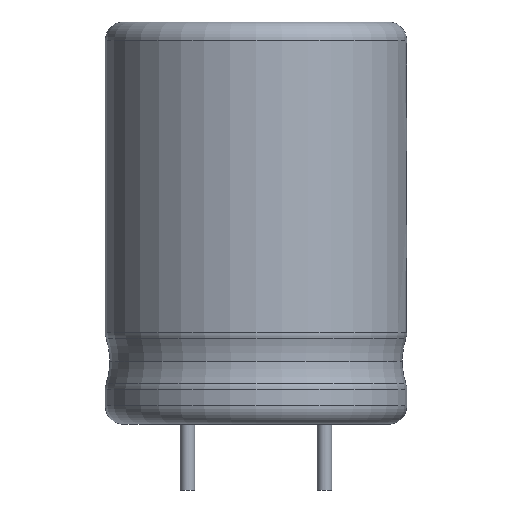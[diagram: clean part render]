
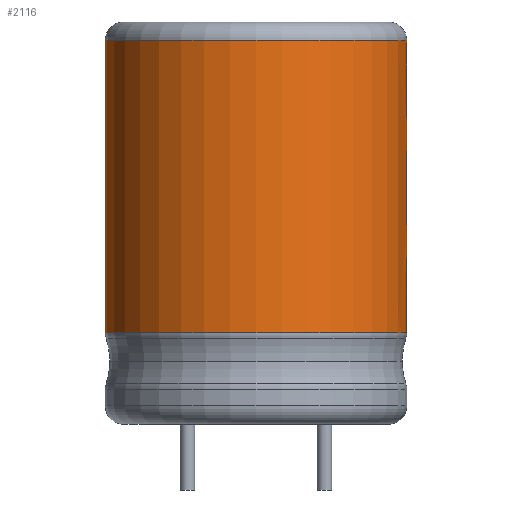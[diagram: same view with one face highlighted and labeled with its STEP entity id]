
A CAD part, front view. The second image highlights one B-rep face of the part: STEP entity #2116.
In plain terms, the highlighted cylindrical face has radius 8.25 mm (diameter 16.5 mm), a partial arc.
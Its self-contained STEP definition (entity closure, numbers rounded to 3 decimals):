
#1036=CARTESIAN_POINT('',(-8.25,0.,21.0));
#1037=VERTEX_POINT('',#1036);
#1054=CARTESIAN_POINT('',(8.25,0.,21.0));
#1055=VERTEX_POINT('',#1054);
#1162=CARTESIAN_POINT('',(8.25,0.,5.009));
#1163=VERTEX_POINT('',#1162);
#1164=CARTESIAN_POINT('',(8.25,0.,5.046));
#1165=VERTEX_POINT('',#1164);
#1166=CARTESIAN_POINT('',(8.25,0.,5.009));
#1167=DIRECTION('',(0.0,0.,1.0));
#1168=VECTOR('',#1167,0.037);
#1169=LINE('',#1166,#1168);
#1170=EDGE_CURVE('',#1163,#1165,#1169,.T.);
#1172=CARTESIAN_POINT('',(-8.25,0.,5.009));
#1173=VERTEX_POINT('',#1172);
#1181=CARTESIAN_POINT('',(-8.25,0.,21.0));
#1182=DIRECTION('',(0.0,0.0,-1.0));
#1183=VECTOR('',#1182,15.991);
#1184=LINE('',#1181,#1183);
#1185=EDGE_CURVE('',#1037,#1173,#1184,.T.);
#1188=CARTESIAN_POINT('',(8.25,0.,20.798));
#1189=VERTEX_POINT('',#1188);
#1190=CARTESIAN_POINT('',(8.25,0.,20.798));
#1191=DIRECTION('',(0.0,0.0,1.0));
#1192=VECTOR('',#1191,0.202);
#1193=LINE('',#1190,#1192);
#1194=EDGE_CURVE('',#1189,#1055,#1193,.T.);
#1213=CARTESIAN_POINT('',(8.25,0.,16.798));
#1214=VERTEX_POINT('',#1213);
#1222=CARTESIAN_POINT('',(8.25,0.,14.922));
#1223=VERTEX_POINT('',#1222);
#1224=CARTESIAN_POINT('',(8.25,0.,14.922));
#1225=DIRECTION('',(0.0,0.0,1.0));
#1226=VECTOR('',#1225,1.876);
#1227=LINE('',#1224,#1226);
#1228=EDGE_CURVE('',#1223,#1214,#1227,.T.);
#1247=CARTESIAN_POINT('',(8.25,0.,10.922));
#1248=VERTEX_POINT('',#1247);
#1256=CARTESIAN_POINT('',(8.25,0.,9.046));
#1257=VERTEX_POINT('',#1256);
#1258=CARTESIAN_POINT('',(8.25,0.,9.046));
#1259=DIRECTION('',(0.0,0.0,1.0));
#1260=VECTOR('',#1259,1.876);
#1261=LINE('',#1258,#1260);
#1262=EDGE_CURVE('',#1257,#1248,#1261,.T.);
#1677=CARTESIAN_POINT('',(8.219,-0.719,10.922));
#1678=VERTEX_POINT('',#1677);
#1686=CARTESIAN_POINT('',(8.219,-0.719,14.922));
#1687=VERTEX_POINT('',#1686);
#1694=CARTESIAN_POINT('',(8.219,-0.719,10.922));
#1695=DIRECTION('',(0.0,0.0,1.0));
#1696=VECTOR('',#1695,4.0);
#1697=LINE('',#1694,#1696);
#1698=EDGE_CURVE('',#1678,#1687,#1697,.T.);
#1713=CARTESIAN_POINT('',(0.0,0.0,10.922));
#1714=DIRECTION('',(0.0,0.0,-1.0));
#1715=DIRECTION('',(1.0,0.0,0.0));
#1716=AXIS2_PLACEMENT_3D('',#1713,#1714,#1715);
#1717=CIRCLE('',#1716,8.25);
#1718=EDGE_CURVE('',#1248,#1678,#1717,.T.);
#1733=CARTESIAN_POINT('',(0.0,0.0,14.922));
#1734=DIRECTION('',(0.0,0.0,1.0));
#1735=DIRECTION('',(1.0,0.0,0.0));
#1736=AXIS2_PLACEMENT_3D('',#1733,#1734,#1735);
#1737=CIRCLE('',#1736,8.25);
#1738=EDGE_CURVE('',#1687,#1223,#1737,.T.);
#1803=CARTESIAN_POINT('',(8.219,-0.719,16.798));
#1804=VERTEX_POINT('',#1803);
#1812=CARTESIAN_POINT('',(8.219,-0.719,20.798));
#1813=VERTEX_POINT('',#1812);
#1820=CARTESIAN_POINT('',(8.219,-0.719,16.798));
#1821=DIRECTION('',(0.0,0.0,1.0));
#1822=VECTOR('',#1821,4.0);
#1823=LINE('',#1820,#1822);
#1824=EDGE_CURVE('',#1804,#1813,#1823,.T.);
#1839=CARTESIAN_POINT('',(0.0,0.0,16.798));
#1840=DIRECTION('',(0.0,0.0,-1.0));
#1841=DIRECTION('',(1.0,0.0,0.0));
#1842=AXIS2_PLACEMENT_3D('',#1839,#1840,#1841);
#1843=CIRCLE('',#1842,8.25);
#1844=EDGE_CURVE('',#1214,#1804,#1843,.T.);
#1859=CARTESIAN_POINT('',(0.0,0.0,20.798));
#1860=DIRECTION('',(0.0,0.0,1.0));
#1861=DIRECTION('',(1.0,0.0,0.0));
#1862=AXIS2_PLACEMENT_3D('',#1859,#1860,#1861);
#1863=CIRCLE('',#1862,8.25);
#1864=EDGE_CURVE('',#1813,#1189,#1863,.T.);
#1929=CARTESIAN_POINT('',(8.219,-0.719,5.046));
#1930=VERTEX_POINT('',#1929);
#1938=CARTESIAN_POINT('',(8.219,-0.719,9.046));
#1939=VERTEX_POINT('',#1938);
#1946=CARTESIAN_POINT('',(8.219,-0.719,5.046));
#1947=DIRECTION('',(0.0,0.0,1.0));
#1948=VECTOR('',#1947,4.);
#1949=LINE('',#1946,#1948);
#1950=EDGE_CURVE('',#1930,#1939,#1949,.T.);
#1965=CARTESIAN_POINT('',(0.0,0.0,5.046));
#1966=DIRECTION('',(0.0,0.0,-1.0));
#1967=DIRECTION('',(1.0,0.0,0.0));
#1968=AXIS2_PLACEMENT_3D('',#1965,#1966,#1967);
#1969=CIRCLE('',#1968,8.25);
#1970=EDGE_CURVE('',#1165,#1930,#1969,.T.);
#1985=CARTESIAN_POINT('',(0.0,0.0,9.046));
#1986=DIRECTION('',(0.0,0.0,1.0));
#1987=DIRECTION('',(1.0,0.0,0.0));
#1988=AXIS2_PLACEMENT_3D('',#1985,#1986,#1987);
#1989=CIRCLE('',#1988,8.25);
#1990=EDGE_CURVE('',#1939,#1257,#1989,.T.);
#2069=CARTESIAN_POINT('',(0.0,0.,5.009));
#2070=DIRECTION('',(0.0,0.0,-1.0));
#2071=DIRECTION('',(1.0,0.0,0.0));
#2072=AXIS2_PLACEMENT_3D('',#2069,#2070,#2071);
#2073=CIRCLE('',#2072,8.25);
#2074=EDGE_CURVE('',#1163,#1173,#2073,.T.);
#2087=CARTESIAN_POINT('',(0.0,0.0,0.0));
#2088=DIRECTION('',(0.0,0.0,1.0));
#2089=DIRECTION('',(1.0,0.0,0.0));
#2090=AXIS2_PLACEMENT_3D('',#2087,#2088,#2089);
#2091=CYLINDRICAL_SURFACE('',#2090,8.25);
#2092=ORIENTED_EDGE('',*,*,#1170,.T.);
#2093=ORIENTED_EDGE('',*,*,#1970,.T.);
#2094=ORIENTED_EDGE('',*,*,#1950,.T.);
#2095=ORIENTED_EDGE('',*,*,#1990,.T.);
#2096=ORIENTED_EDGE('',*,*,#1262,.T.);
#2097=ORIENTED_EDGE('',*,*,#1718,.T.);
#2098=ORIENTED_EDGE('',*,*,#1698,.T.);
#2099=ORIENTED_EDGE('',*,*,#1738,.T.);
#2100=ORIENTED_EDGE('',*,*,#1228,.T.);
#2101=ORIENTED_EDGE('',*,*,#1844,.T.);
#2102=ORIENTED_EDGE('',*,*,#1824,.T.);
#2103=ORIENTED_EDGE('',*,*,#1864,.T.);
#2104=ORIENTED_EDGE('',*,*,#1194,.T.);
#2105=CARTESIAN_POINT('',(0.0,0.0,21.0));
#2106=DIRECTION('',(0.0,0.0,1.0));
#2107=DIRECTION('',(-1.0,0.0,0.0));
#2108=AXIS2_PLACEMENT_3D('',#2105,#2106,#2107);
#2109=CIRCLE('',#2108,8.25);
#2110=EDGE_CURVE('',#1037,#1055,#2109,.T.);
#2111=ORIENTED_EDGE('',*,*,#2110,.F.);
#2112=ORIENTED_EDGE('',*,*,#1185,.T.);
#2113=ORIENTED_EDGE('',*,*,#2074,.F.);
#2114=EDGE_LOOP('',(#2092,#2093,#2094,#2095,#2096,#2097,#2098,#2099,#2100,#2101,#2102,#2103,#2104,#2111,#2112,#2113));
#2115=FACE_OUTER_BOUND('',#2114,.T.);
#2116=ADVANCED_FACE('',(#2115),#2091,.T.);
